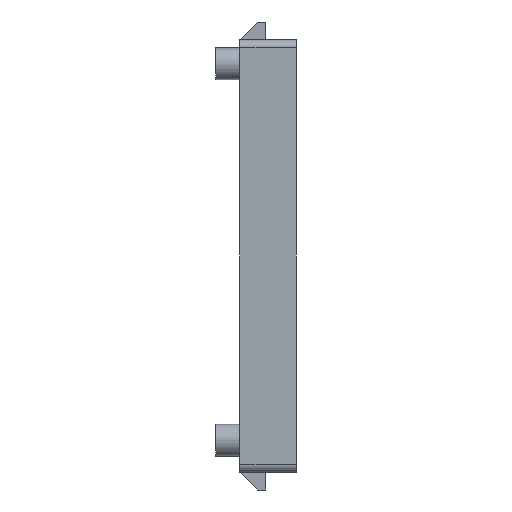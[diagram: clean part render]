
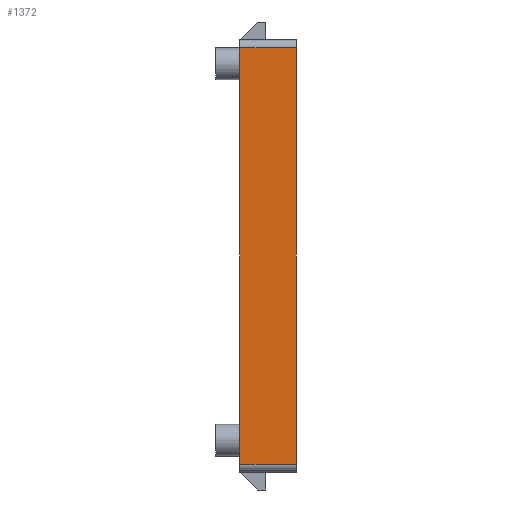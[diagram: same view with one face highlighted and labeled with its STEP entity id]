
A CAD part, left-side view. The second image highlights one B-rep face of the part: STEP entity #1372.
In plain terms, the highlighted planar face has unit normal (-1, 0, 0).
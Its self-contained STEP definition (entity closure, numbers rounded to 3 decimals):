
#44 = PLANE('',#45);
#45 = AXIS2_PLACEMENT_3D('',#46,#47,#48);
#46 = CARTESIAN_POINT('',(55.319,10.,0.));
#47 = DIRECTION('',(0.,1.,0.));
#48 = DIRECTION('',(0.,0.,1.));
#100 = PLANE('',#101);
#101 = AXIS2_PLACEMENT_3D('',#102,#103,#104);
#102 = CARTESIAN_POINT('',(55.319,3.,0.));
#103 = DIRECTION('',(0.,1.,0.));
#104 = DIRECTION('',(0.,0.,1.));
#126 = CYLINDRICAL_SURFACE('',#127,1.);
#127 = AXIS2_PLACEMENT_3D('',#128,#129,#130);
#128 = CARTESIAN_POINT('',(40.6,10.,26.));
#129 = DIRECTION('',(0.,-1.,0.));
#130 = DIRECTION('',(0.,0.,1.));
#284 = EDGE_CURVE('',#285,#287,#289,.T.);
#285 = VERTEX_POINT('',#286);
#286 = CARTESIAN_POINT('',(39.6,10.,26.));
#287 = VERTEX_POINT('',#288);
#288 = CARTESIAN_POINT('',(39.6,10.,-26.));
#289 = SURFACE_CURVE('',#290,(#294,#301),.PCURVE_S1.);
#290 = LINE('',#291,#292);
#291 = CARTESIAN_POINT('',(39.6,10.,27.));
#292 = VECTOR('',#293,1.);
#293 = DIRECTION('',(0.,0.,-1.));
#294 = PCURVE('',#44,#295);
#295 = DEFINITIONAL_REPRESENTATION('',(#296),#300);
#296 = LINE('',#297,#298);
#297 = CARTESIAN_POINT('',(27.,-15.719));
#298 = VECTOR('',#299,1.);
#299 = DIRECTION('',(-1.,0.));
#300 = ( GEOMETRIC_REPRESENTATION_CONTEXT(2) 
PARAMETRIC_REPRESENTATION_CONTEXT() REPRESENTATION_CONTEXT('2D SPACE',''
  ) );
#301 = PCURVE('',#302,#307);
#302 = PLANE('',#303);
#303 = AXIS2_PLACEMENT_3D('',#304,#305,#306);
#304 = CARTESIAN_POINT('',(39.6,10.,27.));
#305 = DIRECTION('',(1.,0.,0.));
#306 = DIRECTION('',(0.,0.,-1.));
#307 = DEFINITIONAL_REPRESENTATION('',(#308),#312);
#308 = LINE('',#309,#310);
#309 = CARTESIAN_POINT('',(0.,0.));
#310 = VECTOR('',#311,1.);
#311 = DIRECTION('',(1.,0.));
#312 = ( GEOMETRIC_REPRESENTATION_CONTEXT(2) 
PARAMETRIC_REPRESENTATION_CONTEXT() REPRESENTATION_CONTEXT('2D SPACE',''
  ) );
#465 = CYLINDRICAL_SURFACE('',#466,1.);
#466 = AXIS2_PLACEMENT_3D('',#467,#468,#469);
#467 = CARTESIAN_POINT('',(40.6,10.,-26.));
#468 = DIRECTION('',(0.,-1.,0.));
#469 = DIRECTION('',(0.,0.,-1.));
#729 = EDGE_CURVE('',#285,#730,#732,.T.);
#730 = VERTEX_POINT('',#731);
#731 = CARTESIAN_POINT('',(39.6,3.,26.));
#732 = SURFACE_CURVE('',#733,(#737,#744),.PCURVE_S1.);
#733 = LINE('',#734,#735);
#734 = CARTESIAN_POINT('',(39.6,10.,26.));
#735 = VECTOR('',#736,1.);
#736 = DIRECTION('',(0.,-1.,0.));
#737 = PCURVE('',#126,#738);
#738 = DEFINITIONAL_REPRESENTATION('',(#739),#743);
#739 = LINE('',#740,#741);
#740 = CARTESIAN_POINT('',(1.571,0.));
#741 = VECTOR('',#742,1.);
#742 = DIRECTION('',(0.,1.));
#743 = ( GEOMETRIC_REPRESENTATION_CONTEXT(2) 
PARAMETRIC_REPRESENTATION_CONTEXT() REPRESENTATION_CONTEXT('2D SPACE',''
  ) );
#744 = PCURVE('',#302,#745);
#745 = DEFINITIONAL_REPRESENTATION('',(#746),#750);
#746 = LINE('',#747,#748);
#747 = CARTESIAN_POINT('',(1.,0.));
#748 = VECTOR('',#749,1.);
#749 = DIRECTION('',(0.,-1.));
#750 = ( GEOMETRIC_REPRESENTATION_CONTEXT(2) 
PARAMETRIC_REPRESENTATION_CONTEXT() REPRESENTATION_CONTEXT('2D SPACE',''
  ) );
#832 = EDGE_CURVE('',#730,#833,#835,.T.);
#833 = VERTEX_POINT('',#834);
#834 = CARTESIAN_POINT('',(39.6,3.,-26.));
#835 = SURFACE_CURVE('',#836,(#840,#847),.PCURVE_S1.);
#836 = LINE('',#837,#838);
#837 = CARTESIAN_POINT('',(39.6,3.,27.));
#838 = VECTOR('',#839,1.);
#839 = DIRECTION('',(0.,0.,-1.));
#840 = PCURVE('',#100,#841);
#841 = DEFINITIONAL_REPRESENTATION('',(#842),#846);
#842 = LINE('',#843,#844);
#843 = CARTESIAN_POINT('',(27.,-15.719));
#844 = VECTOR('',#845,1.);
#845 = DIRECTION('',(-1.,0.));
#846 = ( GEOMETRIC_REPRESENTATION_CONTEXT(2) 
PARAMETRIC_REPRESENTATION_CONTEXT() REPRESENTATION_CONTEXT('2D SPACE',''
  ) );
#847 = PCURVE('',#302,#848);
#848 = DEFINITIONAL_REPRESENTATION('',(#849),#853);
#849 = LINE('',#850,#851);
#850 = CARTESIAN_POINT('',(0.,-7.));
#851 = VECTOR('',#852,1.);
#852 = DIRECTION('',(1.,0.));
#853 = ( GEOMETRIC_REPRESENTATION_CONTEXT(2) 
PARAMETRIC_REPRESENTATION_CONTEXT() REPRESENTATION_CONTEXT('2D SPACE',''
  ) );
#1372 = ADVANCED_FACE('',(#1373),#302,.F.);
#1373 = FACE_BOUND('',#1374,.F.);
#1374 = EDGE_LOOP('',(#1375,#1376,#1377,#1378));
#1375 = ORIENTED_EDGE('',*,*,#284,.F.);
#1376 = ORIENTED_EDGE('',*,*,#729,.T.);
#1377 = ORIENTED_EDGE('',*,*,#832,.T.);
#1378 = ORIENTED_EDGE('',*,*,#1379,.F.);
#1379 = EDGE_CURVE('',#287,#833,#1380,.T.);
#1380 = SURFACE_CURVE('',#1381,(#1385,#1392),.PCURVE_S1.);
#1381 = LINE('',#1382,#1383);
#1382 = CARTESIAN_POINT('',(39.6,10.,-26.));
#1383 = VECTOR('',#1384,1.);
#1384 = DIRECTION('',(0.,-1.,0.));
#1385 = PCURVE('',#302,#1386);
#1386 = DEFINITIONAL_REPRESENTATION('',(#1387),#1391);
#1387 = LINE('',#1388,#1389);
#1388 = CARTESIAN_POINT('',(53.,0.));
#1389 = VECTOR('',#1390,1.);
#1390 = DIRECTION('',(0.,-1.));
#1391 = ( GEOMETRIC_REPRESENTATION_CONTEXT(2) 
PARAMETRIC_REPRESENTATION_CONTEXT() REPRESENTATION_CONTEXT('2D SPACE',''
  ) );
#1392 = PCURVE('',#465,#1393);
#1393 = DEFINITIONAL_REPRESENTATION('',(#1394),#1398);
#1394 = LINE('',#1395,#1396);
#1395 = CARTESIAN_POINT('',(-1.571,0.));
#1396 = VECTOR('',#1397,1.);
#1397 = DIRECTION('',(-0.,1.));
#1398 = ( GEOMETRIC_REPRESENTATION_CONTEXT(2) 
PARAMETRIC_REPRESENTATION_CONTEXT() REPRESENTATION_CONTEXT('2D SPACE',''
  ) );
